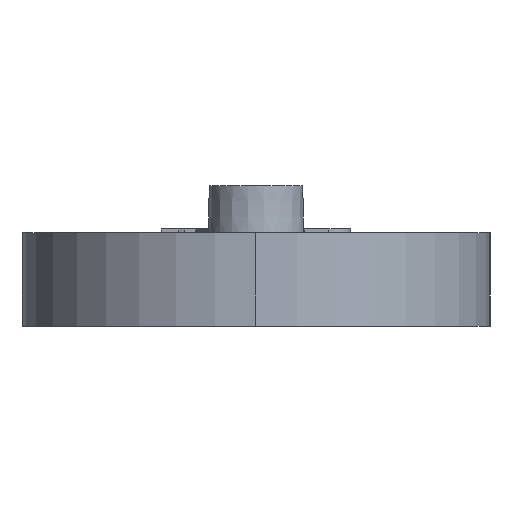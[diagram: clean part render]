
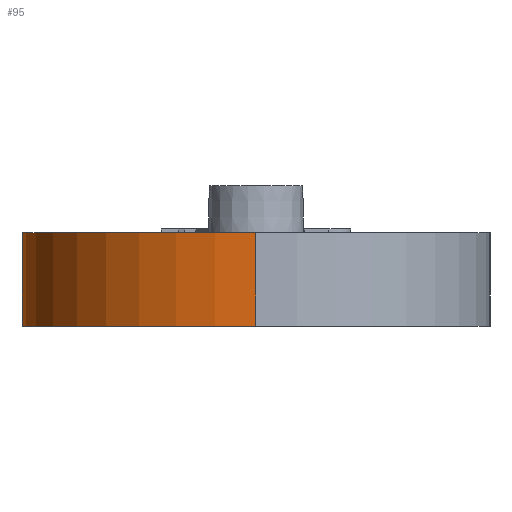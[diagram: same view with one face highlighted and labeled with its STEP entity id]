
A CAD part, left-side view. The second image highlights one B-rep face of the part: STEP entity #95.
In plain terms, the highlighted cylindrical face has radius 12.5 mm (diameter 25 mm), a partial arc.
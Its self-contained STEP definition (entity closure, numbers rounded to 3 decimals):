
#95 = ADVANCED_FACE( '', ( #595 ), #596, .T. );
#595 = FACE_OUTER_BOUND( '', #1487, .T. );
#596 = CYLINDRICAL_SURFACE( '', #1488, 12.5 );
#1487 = EDGE_LOOP( '', ( #2764, #2765, #2766, #2767 ) );
#1488 = AXIS2_PLACEMENT_3D( '', #2768, #2769, #2770 );
#2764 = ORIENTED_EDGE( '', *, *, #5584, .T. );
#2765 = ORIENTED_EDGE( '', *, *, #5970, .F. );
#2766 = ORIENTED_EDGE( '', *, *, #5796, .F. );
#2767 = ORIENTED_EDGE( '', *, *, #5971, .T. );
#2768 = CARTESIAN_POINT( '', ( -46.5, 0., 0. ) );
#2769 = DIRECTION( '', ( 0., 0., -1. ) );
#2770 = DIRECTION( '', ( 0., 1., 0. ) );
#5584 = EDGE_CURVE( '', #6637, #6635, #6638, .T. );
#5796 = EDGE_CURVE( '', #7048, #7050, #7051, .T. );
#5970 = EDGE_CURVE( '', #7050, #6635, #7395, .T. );
#5971 = EDGE_CURVE( '', #7048, #6637, #7396, .T. );
#6635 = VERTEX_POINT( '', #8372 );
#6637 = VERTEX_POINT( '', #8375 );
#6638 = CIRCLE( '', #8376, 12.5 );
#7048 = VERTEX_POINT( '', #8953 );
#7050 = VERTEX_POINT( '', #8955 );
#7051 = CIRCLE( '', #8956, 12.5 );
#7395 = LINE( '', #9460, #9461 );
#7396 = LINE( '', #9462, #9463 );
#8372 = CARTESIAN_POINT( '', ( -46.5, 12.5, 5. ) );
#8375 = CARTESIAN_POINT( '', ( -59., 0., 5. ) );
#8376 = AXIS2_PLACEMENT_3D( '', #11028, #11029, #11030 );
#8953 = CARTESIAN_POINT( '', ( -59., 0., 0. ) );
#8955 = CARTESIAN_POINT( '', ( -46.5, 12.5, 0. ) );
#8956 = AXIS2_PLACEMENT_3D( '', #11330, #11331, #11332 );
#9460 = CARTESIAN_POINT( '', ( -46.5, 12.5, 0. ) );
#9461 = VECTOR( '', #11532, 1000. );
#9462 = CARTESIAN_POINT( '', ( -59., 0., 0. ) );
#9463 = VECTOR( '', #11533, 1000. );
#11028 = CARTESIAN_POINT( '', ( -46.5, 0., 5. ) );
#11029 = DIRECTION( '', ( 0., 0., -1. ) );
#11030 = DIRECTION( '', ( 0., 1., 0. ) );
#11330 = CARTESIAN_POINT( '', ( -46.5, 0., 0. ) );
#11331 = DIRECTION( '', ( 0., 0., -1. ) );
#11332 = DIRECTION( '', ( 0., 1., 0. ) );
#11532 = DIRECTION( '', ( 0., 0., 1. ) );
#11533 = DIRECTION( '', ( 0., 0., 1. ) );
